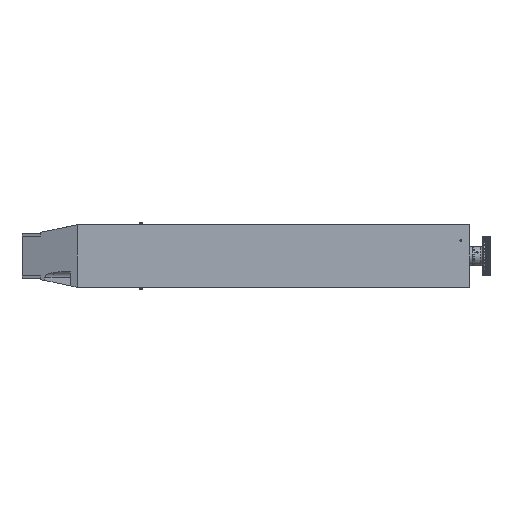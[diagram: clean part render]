
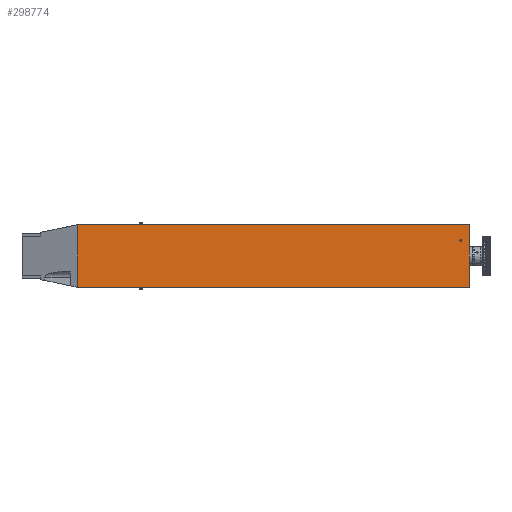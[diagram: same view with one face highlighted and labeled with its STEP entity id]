
A CAD part, front view. The second image highlights one B-rep face of the part: STEP entity #298774.
In plain terms, the highlighted planar face has unit normal (0, -1, 0).
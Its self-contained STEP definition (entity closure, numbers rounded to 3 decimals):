
#293861 = PLANE('',#293862);
#293862 = AXIS2_PLACEMENT_3D('',#293863,#293864,#293865);
#293863 = CARTESIAN_POINT('',(0.,-109.,55.));
#293864 = DIRECTION('',(0.,0.,-1.));
#293865 = DIRECTION('',(0.,-1.,0.));
#293889 = PLANE('',#293890);
#293890 = AXIS2_PLACEMENT_3D('',#293891,#293892,#293893);
#293891 = CARTESIAN_POINT('',(785.,-109.,-55.));
#293892 = DIRECTION('',(1.,0.,0.));
#293893 = DIRECTION('',(0.,1.,0.));
#294708 = PLANE('',#294709);
#294709 = AXIS2_PLACEMENT_3D('',#294710,#294711,#294712);
#294710 = CARTESIAN_POINT('',(0.,-109.,-55.));
#294711 = DIRECTION('',(0.,0.,-1.));
#294712 = DIRECTION('',(0.,-1.,0.));
#295588 = CYLINDRICAL_SURFACE('',#295589,1.65);
#295589 = AXIS2_PLACEMENT_3D('',#295590,#295591,#295592);
#295590 = CARTESIAN_POINT('',(770.,688.214,27.));
#295591 = DIRECTION('',(0.,1.,0.));
#295592 = DIRECTION('',(1.,0.,0.));
#295715 = VERTEX_POINT('',#295716);
#295716 = CARTESIAN_POINT('',(771.65,-109.,27.));
#295736 = EDGE_CURVE('',#295737,#295715,#295739,.T.);
#295737 = VERTEX_POINT('',#295738);
#295738 = CARTESIAN_POINT('',(770.,-109.,28.65));
#295739 = SURFACE_CURVE('',#295740,(#295745,#295751),.PCURVE_S1.);
#295740 = CIRCLE('',#295741,1.65);
#295741 = AXIS2_PLACEMENT_3D('',#295742,#295743,#295744);
#295742 = CARTESIAN_POINT('',(770.,-109.,27.));
#295743 = DIRECTION('',(0.,-1.,0.));
#295744 = DIRECTION('',(0.,0.,1.));
#295745 = PCURVE('',#295588,#295746);
#295746 = DEFINITIONAL_REPRESENTATION('',(#295747),#295750);
#295747 = B_SPLINE_CURVE_WITH_KNOTS('',1,(#295748,#295749),
  .UNSPECIFIED.,.F.,.F.,(2,2),(0.,6.283),
  .PIECEWISE_BEZIER_KNOTS.);
#295748 = CARTESIAN_POINT('',(4.712,-797.214));
#295749 = CARTESIAN_POINT('',(-1.571,-797.214));
#295750 = ( GEOMETRIC_REPRESENTATION_CONTEXT(2) 
PARAMETRIC_REPRESENTATION_CONTEXT() REPRESENTATION_CONTEXT('2D SPACE',''
  ) );
#295751 = PCURVE('',#295752,#295757);
#295752 = PLANE('',#295753);
#295753 = AXIS2_PLACEMENT_3D('',#295754,#295755,#295756);
#295754 = CARTESIAN_POINT('',(97.,-109.,-55.));
#295755 = DIRECTION('',(0.,-1.,0.));
#295756 = DIRECTION('',(1.,0.,0.));
#295757 = DEFINITIONAL_REPRESENTATION('',(#295758),#295762);
#295758 = CIRCLE('',#295759,1.65);
#295759 = AXIS2_PLACEMENT_2D('',#295760,#295761);
#295760 = CARTESIAN_POINT('',(673.,82.));
#295761 = DIRECTION('',(0.,1.));
#295762 = ( GEOMETRIC_REPRESENTATION_CONTEXT(2) 
PARAMETRIC_REPRESENTATION_CONTEXT() REPRESENTATION_CONTEXT('2D SPACE',''
  ) );
#295764 = EDGE_CURVE('',#295715,#295737,#295765,.T.);
#295765 = SURFACE_CURVE('',#295766,(#295771,#295777),.PCURVE_S1.);
#295766 = CIRCLE('',#295767,1.65);
#295767 = AXIS2_PLACEMENT_3D('',#295768,#295769,#295770);
#295768 = CARTESIAN_POINT('',(770.,-109.,27.));
#295769 = DIRECTION('',(0.,-1.,0.));
#295770 = DIRECTION('',(0.,0.,1.));
#295771 = PCURVE('',#295588,#295772);
#295772 = DEFINITIONAL_REPRESENTATION('',(#295773),#295776);
#295773 = B_SPLINE_CURVE_WITH_KNOTS('',1,(#295774,#295775),
  .UNSPECIFIED.,.F.,.F.,(2,2),(0.,6.283),
  .PIECEWISE_BEZIER_KNOTS.);
#295774 = CARTESIAN_POINT('',(10.996,-797.214));
#295775 = CARTESIAN_POINT('',(4.712,-797.214));
#295776 = ( GEOMETRIC_REPRESENTATION_CONTEXT(2) 
PARAMETRIC_REPRESENTATION_CONTEXT() REPRESENTATION_CONTEXT('2D SPACE',''
  ) );
#295777 = PCURVE('',#295752,#295778);
#295778 = DEFINITIONAL_REPRESENTATION('',(#295779),#295783);
#295779 = CIRCLE('',#295780,1.65);
#295780 = AXIS2_PLACEMENT_2D('',#295781,#295782);
#295781 = CARTESIAN_POINT('',(673.,82.));
#295782 = DIRECTION('',(0.,1.));
#295783 = ( GEOMETRIC_REPRESENTATION_CONTEXT(2) 
PARAMETRIC_REPRESENTATION_CONTEXT() REPRESENTATION_CONTEXT('2D SPACE',''
  ) );
#298595 = VERTEX_POINT('',#298596);
#298596 = CARTESIAN_POINT('',(785.,-109.,55.));
#298617 = EDGE_CURVE('',#298618,#298595,#298620,.T.);
#298618 = VERTEX_POINT('',#298619);
#298619 = CARTESIAN_POINT('',(785.,-109.,-55.));
#298620 = SURFACE_CURVE('',#298621,(#298625,#298632),.PCURVE_S1.);
#298621 = LINE('',#298622,#298623);
#298622 = CARTESIAN_POINT('',(785.,-109.,-55.));
#298623 = VECTOR('',#298624,1.);
#298624 = DIRECTION('',(0.,0.,1.));
#298625 = PCURVE('',#293889,#298626);
#298626 = DEFINITIONAL_REPRESENTATION('',(#298627),#298631);
#298627 = LINE('',#298628,#298629);
#298628 = CARTESIAN_POINT('',(0.,0.));
#298629 = VECTOR('',#298630,1.);
#298630 = DIRECTION('',(0.,1.));
#298631 = ( GEOMETRIC_REPRESENTATION_CONTEXT(2) 
PARAMETRIC_REPRESENTATION_CONTEXT() REPRESENTATION_CONTEXT('2D SPACE',''
  ) );
#298632 = PCURVE('',#295752,#298633);
#298633 = DEFINITIONAL_REPRESENTATION('',(#298634),#298638);
#298634 = LINE('',#298635,#298636);
#298635 = CARTESIAN_POINT('',(688.,0.));
#298636 = VECTOR('',#298637,1.);
#298637 = DIRECTION('',(0.,1.));
#298638 = ( GEOMETRIC_REPRESENTATION_CONTEXT(2) 
PARAMETRIC_REPRESENTATION_CONTEXT() REPRESENTATION_CONTEXT('2D SPACE',''
  ) );
#298695 = VERTEX_POINT('',#298696);
#298696 = CARTESIAN_POINT('',(97.,-109.,55.));
#298722 = EDGE_CURVE('',#298695,#298595,#298723,.T.);
#298723 = SURFACE_CURVE('',#298724,(#298728,#298735),.PCURVE_S1.);
#298724 = LINE('',#298725,#298726);
#298725 = CARTESIAN_POINT('',(97.,-109.,55.));
#298726 = VECTOR('',#298727,1.);
#298727 = DIRECTION('',(1.,0.,0.));
#298728 = PCURVE('',#293861,#298729);
#298729 = DEFINITIONAL_REPRESENTATION('',(#298730),#298734);
#298730 = LINE('',#298731,#298732);
#298731 = CARTESIAN_POINT('',(0.,-97.));
#298732 = VECTOR('',#298733,1.);
#298733 = DIRECTION('',(0.,-1.));
#298734 = ( GEOMETRIC_REPRESENTATION_CONTEXT(2) 
PARAMETRIC_REPRESENTATION_CONTEXT() REPRESENTATION_CONTEXT('2D SPACE',''
  ) );
#298735 = PCURVE('',#295752,#298736);
#298736 = DEFINITIONAL_REPRESENTATION('',(#298737),#298741);
#298737 = LINE('',#298738,#298739);
#298738 = CARTESIAN_POINT('',(0.,110.));
#298739 = VECTOR('',#298740,1.);
#298740 = DIRECTION('',(1.,0.));
#298741 = ( GEOMETRIC_REPRESENTATION_CONTEXT(2) 
PARAMETRIC_REPRESENTATION_CONTEXT() REPRESENTATION_CONTEXT('2D SPACE',''
  ) );
#298774 = ADVANCED_FACE('',(#298775,#298779),#295752,.T.);
#298775 = FACE_BOUND('',#298776,.T.);
#298776 = EDGE_LOOP('',(#298777,#298778));
#298777 = ORIENTED_EDGE('',*,*,#295736,.F.);
#298778 = ORIENTED_EDGE('',*,*,#295764,.F.);
#298779 = FACE_BOUND('',#298780,.T.);
#298780 = EDGE_LOOP('',(#298781,#298782,#298810,#298831));
#298781 = ORIENTED_EDGE('',*,*,#298722,.F.);
#298782 = ORIENTED_EDGE('',*,*,#298783,.F.);
#298783 = EDGE_CURVE('',#298784,#298695,#298786,.T.);
#298784 = VERTEX_POINT('',#298785);
#298785 = CARTESIAN_POINT('',(97.,-109.,-55.));
#298786 = SURFACE_CURVE('',#298787,(#298791,#298798),.PCURVE_S1.);
#298787 = LINE('',#298788,#298789);
#298788 = CARTESIAN_POINT('',(97.,-109.,-55.));
#298789 = VECTOR('',#298790,1.);
#298790 = DIRECTION('',(0.,0.,1.));
#298791 = PCURVE('',#295752,#298792);
#298792 = DEFINITIONAL_REPRESENTATION('',(#298793),#298797);
#298793 = LINE('',#298794,#298795);
#298794 = CARTESIAN_POINT('',(0.,0.));
#298795 = VECTOR('',#298796,1.);
#298796 = DIRECTION('',(0.,1.));
#298797 = ( GEOMETRIC_REPRESENTATION_CONTEXT(2) 
PARAMETRIC_REPRESENTATION_CONTEXT() REPRESENTATION_CONTEXT('2D SPACE',''
  ) );
#298798 = PCURVE('',#298799,#298804);
#298799 = PLANE('',#298800);
#298800 = AXIS2_PLACEMENT_3D('',#298801,#298802,#298803);
#298801 = CARTESIAN_POINT('',(0.,-69.809,-55.)
  );
#298802 = DIRECTION('',(-0.375,-0.927,
    0.));
#298803 = DIRECTION('',(0.927,-0.375,
    0.));
#298804 = DEFINITIONAL_REPRESENTATION('',(#298805),#298809);
#298805 = LINE('',#298806,#298807);
#298806 = CARTESIAN_POINT('',(104.618,0.));
#298807 = VECTOR('',#298808,1.);
#298808 = DIRECTION('',(0.,1.));
#298809 = ( GEOMETRIC_REPRESENTATION_CONTEXT(2) 
PARAMETRIC_REPRESENTATION_CONTEXT() REPRESENTATION_CONTEXT('2D SPACE',''
  ) );
#298810 = ORIENTED_EDGE('',*,*,#298811,.T.);
#298811 = EDGE_CURVE('',#298784,#298618,#298812,.T.);
#298812 = SURFACE_CURVE('',#298813,(#298817,#298824),.PCURVE_S1.);
#298813 = LINE('',#298814,#298815);
#298814 = CARTESIAN_POINT('',(97.,-109.,-55.));
#298815 = VECTOR('',#298816,1.);
#298816 = DIRECTION('',(1.,0.,0.));
#298817 = PCURVE('',#295752,#298818);
#298818 = DEFINITIONAL_REPRESENTATION('',(#298819),#298823);
#298819 = LINE('',#298820,#298821);
#298820 = CARTESIAN_POINT('',(0.,0.));
#298821 = VECTOR('',#298822,1.);
#298822 = DIRECTION('',(1.,0.));
#298823 = ( GEOMETRIC_REPRESENTATION_CONTEXT(2) 
PARAMETRIC_REPRESENTATION_CONTEXT() REPRESENTATION_CONTEXT('2D SPACE',''
  ) );
#298824 = PCURVE('',#294708,#298825);
#298825 = DEFINITIONAL_REPRESENTATION('',(#298826),#298830);
#298826 = LINE('',#298827,#298828);
#298827 = CARTESIAN_POINT('',(0.,-97.));
#298828 = VECTOR('',#298829,1.);
#298829 = DIRECTION('',(0.,-1.));
#298830 = ( GEOMETRIC_REPRESENTATION_CONTEXT(2) 
PARAMETRIC_REPRESENTATION_CONTEXT() REPRESENTATION_CONTEXT('2D SPACE',''
  ) );
#298831 = ORIENTED_EDGE('',*,*,#298617,.T.);
